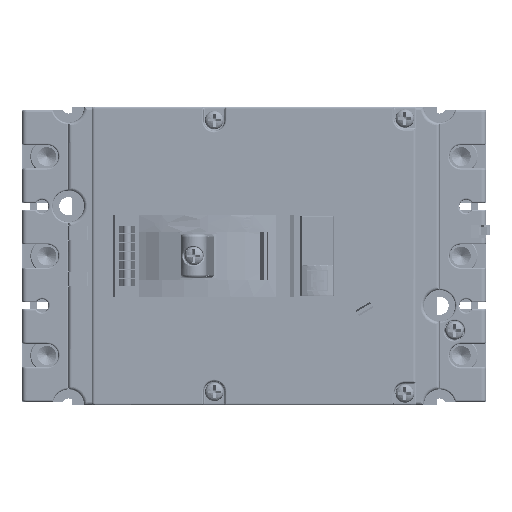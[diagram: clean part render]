
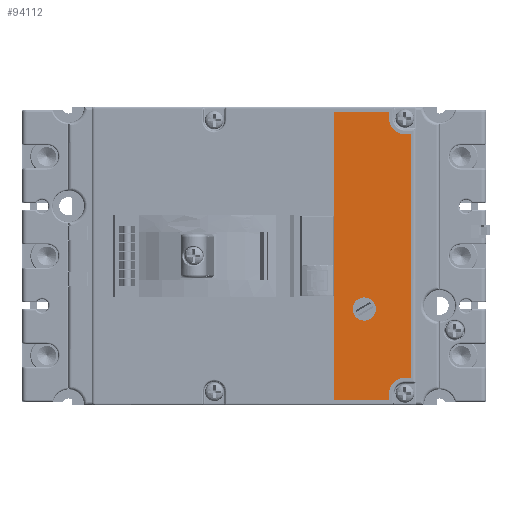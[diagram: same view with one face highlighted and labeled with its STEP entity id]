
A CAD part, left-side view. The second image highlights one B-rep face of the part: STEP entity #94112.
In plain terms, the highlighted planar face has unit normal (-1, 0, 0).
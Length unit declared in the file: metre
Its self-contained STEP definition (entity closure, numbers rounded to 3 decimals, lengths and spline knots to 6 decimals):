
#230 = CARTESIAN_POINT ( 'NONE',  ( -0.0372, -0.048114, -0.0285 ) ) ;
#414 = ORIENTED_EDGE ( 'NONE', *, *, #129368, .T. ) ;
#710 = CARTESIAN_POINT ( 'NONE',  ( -0.0372, -0.060314, 0.02425 ) ) ;
#2836 = LINE ( 'NONE', #67093, #95460 ) ;
#3385 = VERTEX_POINT ( 'NONE', #198374 ) ;
#4739 = EDGE_CURVE ( 'NONE', #39402, #198747, #69157, .T. ) ;
#5564 = CARTESIAN_POINT ( 'NONE',  ( -0.0372, -0.062314, 0.02425 ) ) ;
#7817 = CIRCLE ( 'NONE', #148052, 0.00475 ) ;
#9335 = VERTEX_POINT ( 'NONE', #211606 ) ;
#9924 = DIRECTION ( 'NONE',  ( 0., 0., 1. ) ) ;
#10525 = DIRECTION ( 'NONE',  ( 0., 0., -1. ) ) ;
#11624 = AXIS2_PLACEMENT_3D ( 'NONE', #151292, #81459, #10525 ) ;
#13915 = ORIENTED_EDGE ( 'NONE', *, *, #171270, .T. ) ;
#14260 = EDGE_CURVE ( 'NONE', #198747, #154590, #117377, .T. ) ;
#14837 = DIRECTION ( 'NONE',  ( 0., 0., 1. ) ) ;
#18622 = DIRECTION ( 'NONE',  ( 0., 1., 0. ) ) ;
#19186 = VECTOR ( 'NONE', #25796, 1. ) ;
#25796 = DIRECTION ( 'NONE',  ( 0., 0., 1. ) ) ;
#29277 = AXIS2_PLACEMENT_3D ( 'NONE', #147106, #127973, #114382 ) ;
#30470 = VECTOR ( 'NONE', #221915, 1. ) ;
#31785 = DIRECTION ( 'NONE',  ( 0., 0., -1. ) ) ;
#37146 = DIRECTION ( 'NONE',  ( 1., 0., 0. ) ) ;
#38130 = ORIENTED_EDGE ( 'NONE', *, *, #168412, .T. ) ;
#39402 = VERTEX_POINT ( 'NONE', #710 ) ;
#41916 = CIRCLE ( 'NONE', #193065, 0.0035 ) ;
#43607 = VERTEX_POINT ( 'NONE', #49509 ) ;
#45577 = VERTEX_POINT ( 'NONE', #64201 ) ;
#46776 = FACE_BOUND ( 'NONE', #51359, .T. ) ;
#48675 = LINE ( 'NONE', #186116, #139941 ) ;
#49509 = CARTESIAN_POINT ( 'NONE',  ( -0.0372, -0.039114, 0.031 ) ) ;
#49713 = EDGE_LOOP ( 'NONE', ( #77635, #202297, #62222, #13915, #38130, #106328, #103268, #119297, #187935, #414 ) ) ;
#51359 = EDGE_LOOP ( 'NONE', ( #71206, #197322 ) ) ;
#58085 = VERTEX_POINT ( 'NONE', #144545 ) ;
#59056 = CARTESIAN_POINT ( 'NONE',  ( -0.0372, -0.062314, -0.04925 ) ) ;
#60339 = PLANE ( 'NONE',  #29277 ) ;
#60608 = CARTESIAN_POINT ( 'NONE',  ( -0.0372, -0.048114, -0.0285 ) ) ;
#62222 = ORIENTED_EDGE ( 'NONE', *, *, #151239, .T. ) ;
#63251 = VECTOR ( 'NONE', #82833, 1. ) ;
#64201 = CARTESIAN_POINT ( 'NONE',  ( -0.0372, -0.060314, -0.04925 ) ) ;
#66462 = LINE ( 'NONE', #187030, #30470 ) ;
#66742 = DIRECTION ( 'NONE',  ( 0., 0., -1. ) ) ;
#67093 = CARTESIAN_POINT ( 'NONE',  ( -0.0372, -0.062314, 0.02425 ) ) ;
#69157 = CIRCLE ( 'NONE', #11624, 0.00475 ) ;
#71206 = ORIENTED_EDGE ( 'NONE', *, *, #151682, .T. ) ;
#73743 = VERTEX_POINT ( 'NONE', #201276 ) ;
#74000 = VERTEX_POINT ( 'NONE', #74929 ) ;
#74717 = LINE ( 'NONE', #179506, #144607 ) ;
#74929 = CARTESIAN_POINT ( 'NONE',  ( -0.0372, -0.055564, -0.054 ) ) ;
#77635 = ORIENTED_EDGE ( 'NONE', *, *, #95190, .T. ) ;
#81459 = DIRECTION ( 'NONE',  ( 1., 0., 0. ) ) ;
#82833 = DIRECTION ( 'NONE',  ( 0., -1., 0. ) ) ;
#85024 = LINE ( 'NONE', #86133, #63251 ) ;
#86133 = CARTESIAN_POINT ( 'NONE',  ( -0.0372, -0.060314, -0.04925 ) ) ;
#89859 = VERTEX_POINT ( 'NONE', #59056 ) ;
#92994 = CARTESIAN_POINT ( 'NONE',  ( -0.0372, -0.062314, -0.04925 ) ) ;
#94112 = ADVANCED_FACE ( 'NONE', ( #144896, #46776 ), #60339, .T. ) ;
#94955 = DIRECTION ( 'NONE',  ( 0., 1., 0. ) ) ;
#95190 = EDGE_CURVE ( 'NONE', #9335, #74000, #197031, .T. ) ;
#95460 = VECTOR ( 'NONE', #18622, 1. ) ;
#99953 = VECTOR ( 'NONE', #143736, 1. ) ;
#103268 = ORIENTED_EDGE ( 'NONE', *, *, #14260, .T. ) ;
#106328 = ORIENTED_EDGE ( 'NONE', *, *, #4739, .T. ) ;
#106944 = CARTESIAN_POINT ( 'NONE',  ( -0.0372, -0.060314, -0.054 ) ) ;
#109143 = EDGE_CURVE ( 'NONE', #73743, #3385, #153989, .T. ) ;
#110276 = CARTESIAN_POINT ( 'NONE',  ( -0.0372, -0.055564, -0.056 ) ) ;
#114382 = DIRECTION ( 'NONE',  ( 0., 0., 1. ) ) ;
#117377 = LINE ( 'NONE', #132066, #175923 ) ;
#118570 = DIRECTION ( 'NONE',  ( 1., 0., 0. ) ) ;
#119297 = ORIENTED_EDGE ( 'NONE', *, *, #132793, .T. ) ;
#127973 = DIRECTION ( 'NONE',  ( -1., 0., 0. ) ) ;
#129368 = EDGE_CURVE ( 'NONE', #58085, #9335, #66462, .T. ) ;
#132066 = CARTESIAN_POINT ( 'NONE',  ( -0.0372, -0.055564, 0.029 ) ) ;
#132793 = EDGE_CURVE ( 'NONE', #154590, #43607, #74717, .T. ) ;
#139941 = VECTOR ( 'NONE', #31785, 1. ) ;
#143736 = DIRECTION ( 'NONE',  ( 0., 0., 1. ) ) ;
#144070 = DIRECTION ( 'NONE',  ( 1., 0., 0. ) ) ;
#144545 = CARTESIAN_POINT ( 'NONE',  ( -0.0372, -0.039114, -0.056 ) ) ;
#144607 = VECTOR ( 'NONE', #94955, 1. ) ;
#144896 = FACE_OUTER_BOUND ( 'NONE', #49713, .T. ) ;
#147106 = CARTESIAN_POINT ( 'NONE',  ( -0.0372, 0.000686, 0.0325 ) ) ;
#148052 = AXIS2_PLACEMENT_3D ( 'NONE', #106944, #37146, #174568 ) ;
#150354 = CARTESIAN_POINT ( 'NONE',  ( -0.0372, -0.055564, 0.031 ) ) ;
#151239 = EDGE_CURVE ( 'NONE', #45577, #89859, #85024, .T. ) ;
#151292 = CARTESIAN_POINT ( 'NONE',  ( -0.0372, -0.060314, 0.029 ) ) ;
#151682 = EDGE_CURVE ( 'NONE', #3385, #73743, #41916, .T. ) ;
#153989 = CIRCLE ( 'NONE', #222302, 0.0035 ) ;
#154590 = VERTEX_POINT ( 'NONE', #150354 ) ;
#168412 = EDGE_CURVE ( 'NONE', #219545, #39402, #2836, .T. ) ;
#171270 = EDGE_CURVE ( 'NONE', #89859, #219545, #179773, .T. ) ;
#174568 = DIRECTION ( 'NONE',  ( 0., 1., 0. ) ) ;
#175923 = VECTOR ( 'NONE', #14837, 1. ) ;
#179506 = CARTESIAN_POINT ( 'NONE',  ( -0.0372, -0.055564, 0.031 ) ) ;
#179773 = LINE ( 'NONE', #92994, #99953 ) ;
#186116 = CARTESIAN_POINT ( 'NONE',  ( -0.0372, -0.039114, 0.031 ) ) ;
#187030 = CARTESIAN_POINT ( 'NONE',  ( -0.0372, -0.039114, -0.056 ) ) ;
#187935 = ORIENTED_EDGE ( 'NONE', *, *, #211190, .T. ) ;
#193065 = AXIS2_PLACEMENT_3D ( 'NONE', #230, #118570, #66742 ) ;
#197031 = LINE ( 'NONE', #110276, #19186 ) ;
#197322 = ORIENTED_EDGE ( 'NONE', *, *, #109143, .T. ) ;
#198374 = CARTESIAN_POINT ( 'NONE',  ( -0.0372, -0.048114, -0.032 ) ) ;
#198747 = VERTEX_POINT ( 'NONE', #210092 ) ;
#201276 = CARTESIAN_POINT ( 'NONE',  ( -0.0372, -0.048114, -0.025 ) ) ;
#202297 = ORIENTED_EDGE ( 'NONE', *, *, #213526, .T. ) ;
#210092 = CARTESIAN_POINT ( 'NONE',  ( -0.0372, -0.055564, 0.029 ) ) ;
#211190 = EDGE_CURVE ( 'NONE', #43607, #58085, #48675, .T. ) ;
#211606 = CARTESIAN_POINT ( 'NONE',  ( -0.0372, -0.055564, -0.056 ) ) ;
#213526 = EDGE_CURVE ( 'NONE', #74000, #45577, #7817, .T. ) ;
#219545 = VERTEX_POINT ( 'NONE', #5564 ) ;
#221915 = DIRECTION ( 'NONE',  ( 0., -1., 0. ) ) ;
#222302 = AXIS2_PLACEMENT_3D ( 'NONE', #60608, #144070, #9924 ) ;
